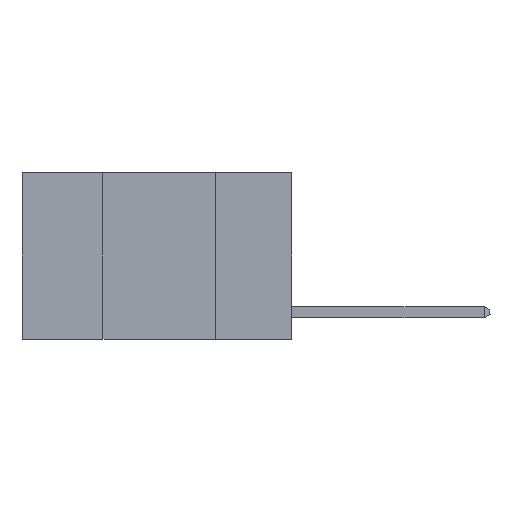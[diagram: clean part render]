
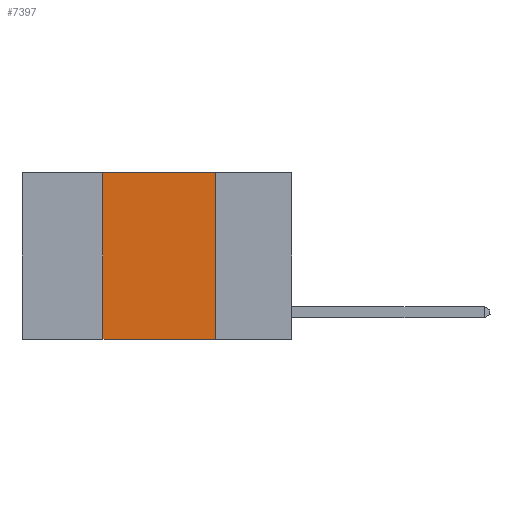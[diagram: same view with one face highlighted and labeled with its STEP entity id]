
A CAD part, left-side view. The second image highlights one B-rep face of the part: STEP entity #7397.
In plain terms, the highlighted planar face has unit normal (-1, 0, 0).
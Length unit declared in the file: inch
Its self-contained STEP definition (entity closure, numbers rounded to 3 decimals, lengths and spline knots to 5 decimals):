
#436 = AXIS2_PLACEMENT_3D ( 'NONE', #3829, #2101, #9176 ) ;
#641 = CARTESIAN_POINT ( 'NONE',  ( 0., 0.17, -0.37 ) ) ;
#1508 = VECTOR ( 'NONE', #9094, 39.37008 ) ;
#2101 = DIRECTION ( 'NONE',  ( 1., 0., 0. ) ) ;
#2323 = LINE ( 'NONE', #9513, #6660 ) ;
#2780 = CARTESIAN_POINT ( 'NONE',  ( 0., 0.42, -0.37 ) ) ;
#2803 = LINE ( 'NONE', #2921, #1508 ) ;
#2921 = CARTESIAN_POINT ( 'NONE',  ( 0., 0.17, 0. ) ) ;
#3829 = CARTESIAN_POINT ( 'NONE',  ( 0., 0.6, 0. ) ) ;
#3866 = CARTESIAN_POINT ( 'NONE',  ( 0., 0.17, 0. ) ) ;
#4032 = CARTESIAN_POINT ( 'NONE',  ( 0., 0.42, 0. ) ) ;
#5110 = CARTESIAN_POINT ( 'NONE',  ( 0., 0.6, -0.37 ) ) ;
#5470 = ORIENTED_EDGE ( 'NONE', *, *, #7614, .T. ) ;
#5867 = EDGE_LOOP ( 'NONE', ( #8235, #10374, #10291, #5470 ) ) ;
#6048 = LINE ( 'NONE', #5110, #6126 ) ;
#6126 = VECTOR ( 'NONE', #8585, 39.37008 ) ;
#6219 = CARTESIAN_POINT ( 'NONE',  ( 0., 0.42, 0. ) ) ;
#6586 = EDGE_CURVE ( 'NONE', #7882, #7566, #2803, .T. ) ;
#6660 = VECTOR ( 'NONE', #10306, 39.37008 ) ;
#7073 = LINE ( 'NONE', #6219, #10710 ) ;
#7075 = VERTEX_POINT ( 'NONE', #4032 ) ;
#7397 = ADVANCED_FACE ( 'NONE', ( #10394 ), #9108, .F. ) ;
#7549 = EDGE_CURVE ( 'NONE', #7075, #7882, #2323, .T. ) ;
#7566 = VERTEX_POINT ( 'NONE', #641 ) ;
#7614 = EDGE_CURVE ( 'NONE', #9874, #7566, #6048, .T. ) ;
#7795 = EDGE_CURVE ( 'NONE', #9874, #7075, #7073, .T. ) ;
#7882 = VERTEX_POINT ( 'NONE', #3866 ) ;
#8235 = ORIENTED_EDGE ( 'NONE', *, *, #6586, .F. ) ;
#8585 = DIRECTION ( 'NONE',  ( 0., -1., 0. ) ) ;
#9094 = DIRECTION ( 'NONE',  ( 0., 0., -1. ) ) ;
#9108 = PLANE ( 'NONE',  #436 ) ;
#9176 = DIRECTION ( 'NONE',  ( 0., 0., -1. ) ) ;
#9513 = CARTESIAN_POINT ( 'NONE',  ( 0., 0.6, 0. ) ) ;
#9874 = VERTEX_POINT ( 'NONE', #2780 ) ;
#10291 = ORIENTED_EDGE ( 'NONE', *, *, #7795, .F. ) ;
#10306 = DIRECTION ( 'NONE',  ( 0., -1., 0. ) ) ;
#10374 = ORIENTED_EDGE ( 'NONE', *, *, #7549, .F. ) ;
#10394 = FACE_OUTER_BOUND ( 'NONE', #5867, .T. ) ;
#10640 = DIRECTION ( 'NONE',  ( 0., 0., 1. ) ) ;
#10710 = VECTOR ( 'NONE', #10640, 39.37008 ) ;
